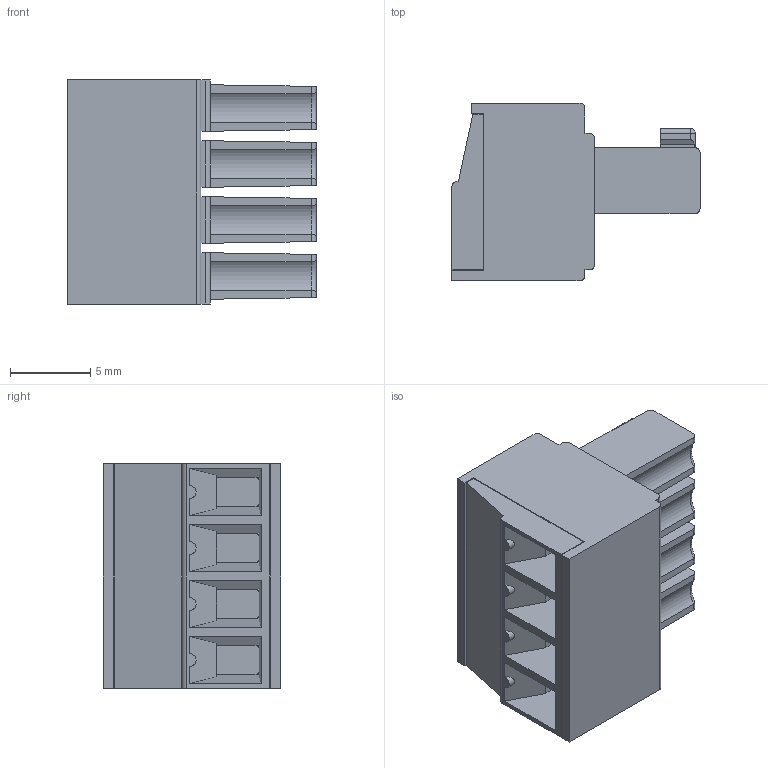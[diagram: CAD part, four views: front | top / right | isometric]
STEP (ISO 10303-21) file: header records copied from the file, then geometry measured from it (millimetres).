
FILE_DESCRIPTION(('STEP AP214'),'1');
FILE_NAME('SH04-3,5.stp','2018-11-19T08:36:42',(' '),(' '),'Spatial InterOp 3D',' ',' ');
FILE_SCHEMA(('AUTOMOTIVE_DESIGN { 1 0 10303 214 1 1 1 1 }'));
Length unit declared in the file: metre
Products named in the file (1): 1
Bounding box: 15.5 x 11.1 x 14 mm (x, y, z)
Volume: 1320.1 mm3; surface area: 1684.5 mm2
Topology: 1 solids, 1 shells, 334 faces, 887 edges, 565 vertices
Faces by surface type: plane 226, cylinder 76, torus 12, cone 12, sphere 8
Full cylindrical faces by diameter (mm): 1.2 x4, 2.8 x4, 3 x4
Entity records: 12799 total; most frequent: CARTESIAN_POINT 1965, ORIENTED_EDGE 1684, DIRECTION 1660, EDGE_CURVE 842, LINE 622, VECTOR 622, VERTEX_POINT 552, AXIS2_PLACEMENT_3D 519
